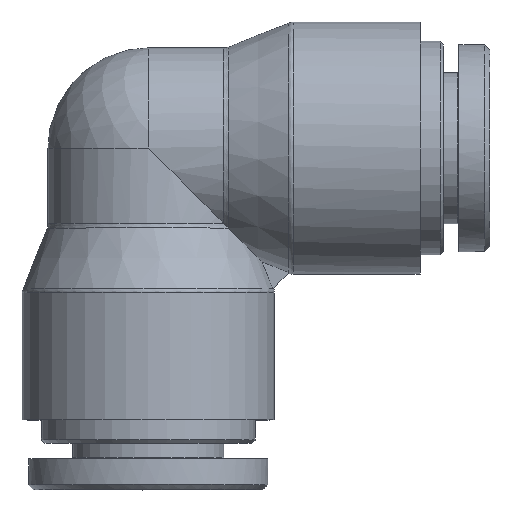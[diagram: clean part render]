
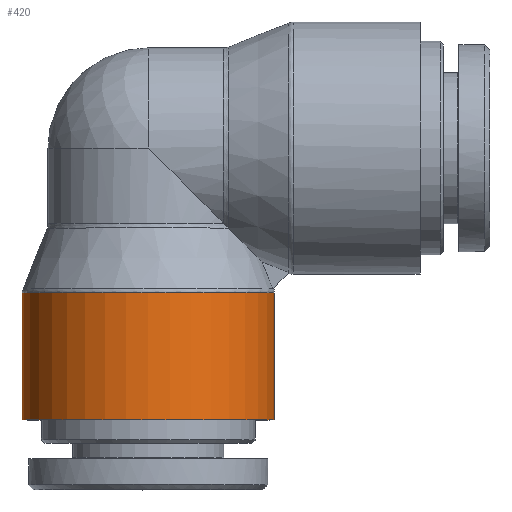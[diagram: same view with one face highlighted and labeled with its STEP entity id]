
A CAD part, top view. The second image highlights one B-rep face of the part: STEP entity #420.
In plain terms, the highlighted cylindrical face has radius 9.75 mm (diameter 19.5 mm), a full revolution.
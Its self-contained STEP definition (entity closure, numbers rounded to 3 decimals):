
#353=CARTESIAN_POINT('',(9.75,-11.193,0.));
#354=VERTEX_POINT('',#353);
#355=CARTESIAN_POINT('',(0.,-11.193,0.0));
#356=DIRECTION('',(0.0,1.0,0.0));
#357=DIRECTION('',(-1.0,0.0,0.0));
#358=AXIS2_PLACEMENT_3D('',#355,#356,#357);
#359=CIRCLE('',#358,9.75);
#360=EDGE_CURVE('',#354,#354,#359,.T.);
#401=CARTESIAN_POINT('',(0.,-16.0,0.0));
#402=DIRECTION('',(0.,-1.0,0.0));
#403=DIRECTION('',(1.0,0.0,0.0));
#404=AXIS2_PLACEMENT_3D('',#401,#402,#403);
#405=CYLINDRICAL_SURFACE('',#404,9.75);
#406=CARTESIAN_POINT('',(9.75,-21.0,0.0));
#407=VERTEX_POINT('',#406);
#408=CARTESIAN_POINT('',(0.,-21.0,0.0));
#409=DIRECTION('',(0.0,-1.0,0.0));
#410=DIRECTION('',(1.0,0.0,0.0));
#411=AXIS2_PLACEMENT_3D('',#408,#409,#410);
#412=CIRCLE('',#411,9.75);
#413=EDGE_CURVE('',#407,#407,#412,.T.);
#414=ORIENTED_EDGE('',*,*,#413,.F.);
#415=EDGE_LOOP('',(#414));
#416=FACE_OUTER_BOUND('',#415,.T.);
#417=ORIENTED_EDGE('',*,*,#360,.F.);
#418=EDGE_LOOP('',(#417));
#419=FACE_BOUND('',#418,.T.);
#420=ADVANCED_FACE('',(#416,#419),#405,.T.);
